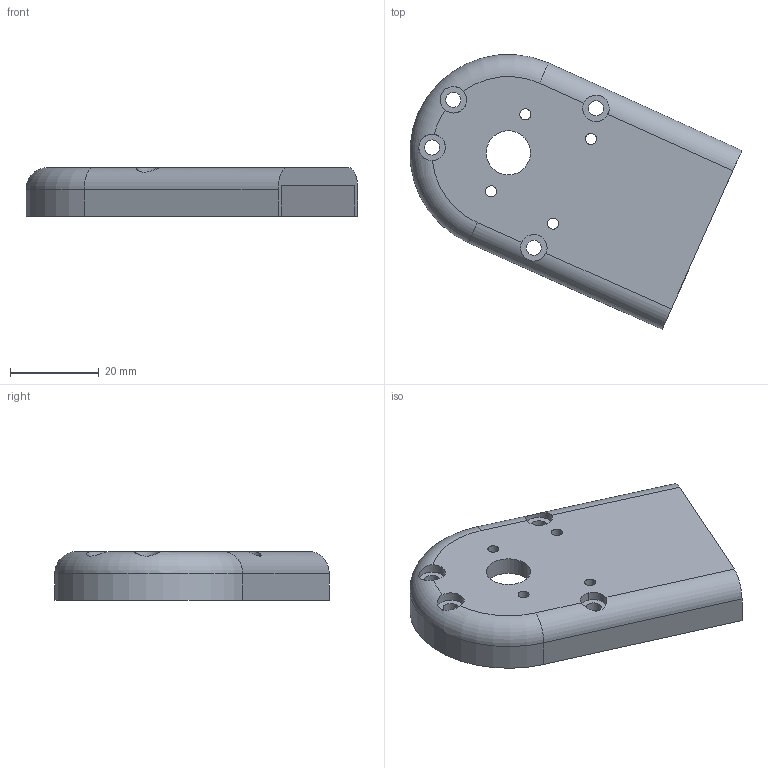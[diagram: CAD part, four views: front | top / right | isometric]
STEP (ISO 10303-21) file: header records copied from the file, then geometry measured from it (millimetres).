
FILE_DESCRIPTION(/* description */ (''),/* implementation_level */ '2;1');
FILE_NAME(/* name */ 'J5 joint encoder adapter mount.step',/* time_stamp */ '2021-02-04T19:45:40+08:00',/* author */ (''),/* organization */ (''),/* preprocessor_version */ 'ST-DEVELOPER v18.1',/* originating_system */ 'Autodesk Translation Framework v9.7.1.1290',/* authorisation */ '');
FILE_SCHEMA (('AUTOMOTIVE_DESIGN { 1 0 10303 214 3 1 1 }'));
Length unit declared in the file: millimetre
Products named in the file (1): J5 joint encoder adapter mount
Bounding box: 75 x 62.06 x 11 mm (x, y, z)
Volume: 12360.3 mm3; surface area: 8786.2 mm2
Topology: 1 solids, 1 shells, 31 faces, 85 edges, 56 vertices
Faces by surface type: cylinder 17, plane 13, torus 1
Full cylindrical faces by diameter (mm): 2.5 x4, 3.4 x4, 6 x3, 10 x1
Entity records: 1196 total; most frequent: CARTESIAN_POINT 313, DIRECTION 180, ORIENTED_EDGE 170, EDGE_CURVE 85, AXIS2_PLACEMENT_3D 70, VERTEX_POINT 56, EDGE_LOOP 49, LINE 40
